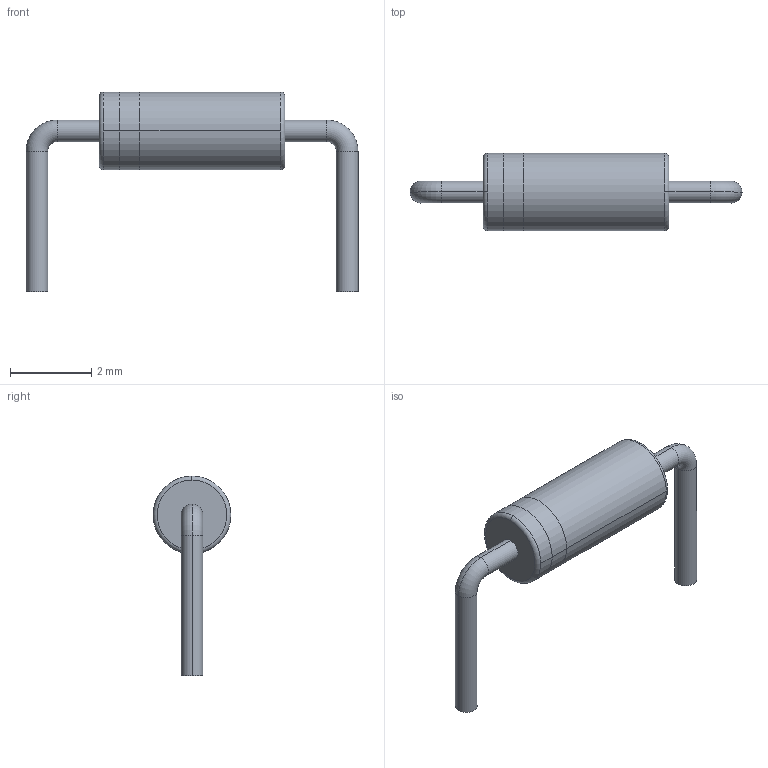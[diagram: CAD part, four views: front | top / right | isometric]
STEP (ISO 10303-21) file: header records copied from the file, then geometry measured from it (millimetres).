
FILE_DESCRIPTION((''),'2;1');
FILE_NAME('DO-35.stp','2008-07-11T15:30:48',(''),(''),'Mechanical Desktop 2009','Mechanical Desktop 2009',', , ');
FILE_SCHEMA(('AUTOMOTIVE_DESIGN { 1 2 10303 214 1 1 1 1 }'));
Length unit declared in the file: millimetre
Products named in the file (2): ProductA; Product
Bounding box: 8.15 x 1.91 x 4.91 mm (x, y, z)
Volume: 15.4 mm3; surface area: 62.6 mm2
Topology: 5 solids, 5 shells, 32 faces, 60 edges, 38 vertices
Faces by surface type: cylinder 14, plane 10, torus 8
Entity records: 891 total; most frequent: DIRECTION 174, CARTESIAN_POINT 132, ORIENTED_EDGE 120, AXIS2_PLACEMENT_3D 80, EDGE_CURVE 60, CIRCLE 46, VERTEX_POINT 38, EDGE_LOOP 32
